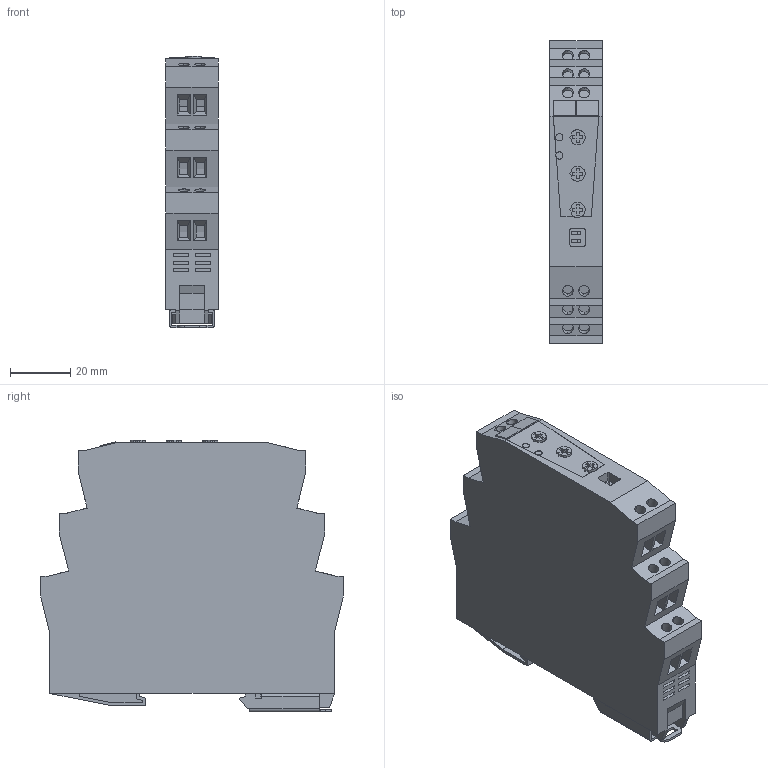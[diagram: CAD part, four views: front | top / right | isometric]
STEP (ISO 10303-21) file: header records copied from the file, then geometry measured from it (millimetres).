
FILE_DESCRIPTION(('CATIA V5R24 STEP','CAx-IF Rec.Pracs.--- Model Styling and Organization---1.2---2011-12-15'),'2;1');
FILE_NAME ('13100454_2', '2018-06-12T11:15:51+00:00', ('Weidmueller Interface'), ('Weidmueller'), 'CATIA Version 5-6 Release 2014 SP4', 'CATIA V5 STEP AP214', 'none');
FILE_SCHEMA(('AUTOMOTIVE_DESIGN { 1 0 10303 214 1 1 1 1 }'));
Length unit declared in the file: millimetre
Products named in the file (1): S3D_EPAK_VMR_3PH_480_ILP_XXX
Bounding box: 17.5 x 100 x 89.9 mm (x, y, z)
Volume: 126333.6 mm3; surface area: 27220.8 mm2
Topology: 12 solids, 12 shells, 617 faces, 1639 edges, 1097 vertices
Faces by surface type: plane 531, cylinder 61, extrusion 25
Entity records: 18843 total; most frequent: CARTESIAN_POINT 4001, ORIENTED_EDGE 3278, DIRECTION 2228, EDGE_CURVE 1639, VECTOR 1448, LINE 1423, VERTEX_POINT 1097, EDGE_LOOP 676
